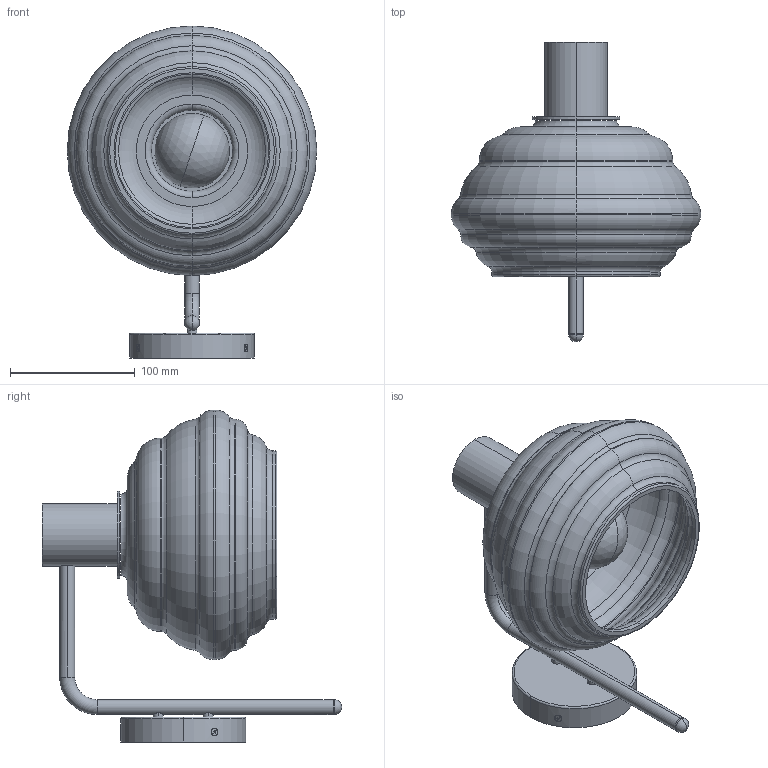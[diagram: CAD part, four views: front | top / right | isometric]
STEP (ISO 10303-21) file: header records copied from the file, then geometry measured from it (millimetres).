
FILE_DESCRIPTION (( 'STEP AP214' ), '1' );
FILE_NAME ('BZ 200 W1.STEP', '2025-04-28T19:28:29', ( '' ), ( '' ), 'SwSTEP 2.0', 'SolidWorks 2024', '' );
FILE_SCHEMA (( 'AUTOMOTIVE_DESIGN' ));
Length unit declared in the file: millimetre
Products named in the file (1): BZ 200 W1
Bounding box: 200 x 240 x 266 mm (x, y, z)
Surface area: 220719.3 mm2 (no closed solid volume)
Topology: 0 solids, 12 shells, 174 faces, 447 edges, 277 vertices
Faces by surface type: cylinder 72, torus 58, plane 22, cone 18, sphere 4
Entity records: 6085 total; most frequent: CARTESIAN_POINT 1811, DIRECTION 1008, ORIENTED_EDGE 774, AXIS2_PLACEMENT_3D 435, EDGE_CURVE 434, VERTEX_POINT 272, CIRCLE 260, EDGE_LOOP 202
